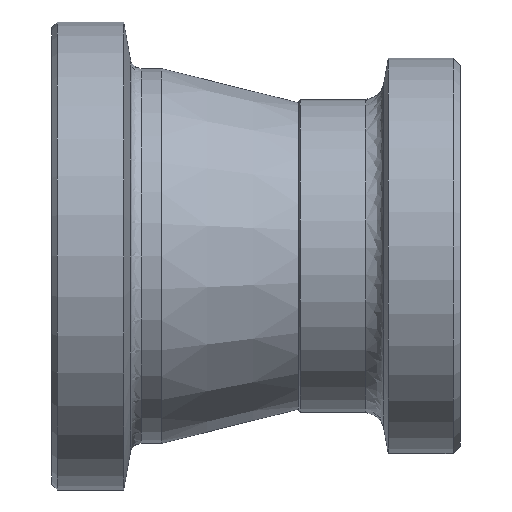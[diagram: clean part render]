
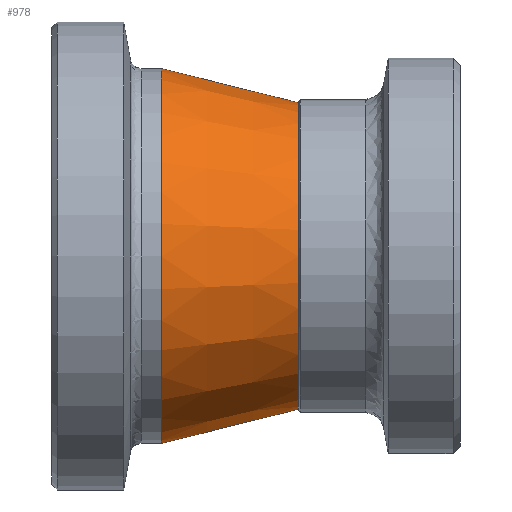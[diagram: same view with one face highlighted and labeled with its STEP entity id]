
A CAD part, front view. The second image highlights one B-rep face of the part: STEP entity #978.
In plain terms, the highlighted conical face has half-angle 14.036 degrees and reference radius 47.312 mm.
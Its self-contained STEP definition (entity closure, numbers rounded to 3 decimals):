
#944=CARTESIAN_POINT('',(-38.,52.062,0.0));
#945=VERTEX_POINT('',#944);
#946=CARTESIAN_POINT('',(-38.,0.0,0.0));
#947=DIRECTION('',(1.0,0.0,0.0));
#948=DIRECTION('',(0.0,1.0,0.0));
#949=AXIS2_PLACEMENT_3D('',#946,#947,#948);
#950=CIRCLE('',#949,52.062);
#951=EDGE_CURVE('',#945,#945,#950,.T.);
#959=CARTESIAN_POINT('',(-19.,0.0,0.0));
#960=DIRECTION('',(-1.0,0.0,0.0));
#961=DIRECTION('',(0.0,1.0,0.0));
#962=AXIS2_PLACEMENT_3D('',#959,#960,#961);
#963=CONICAL_SURFACE('',#962,47.312,14.036);
#964=CARTESIAN_POINT('',(0.,42.562,0.0));
#965=VERTEX_POINT('',#964);
#966=CARTESIAN_POINT('',(0.,0.0,0.0));
#967=DIRECTION('',(1.0,0.0,0.0));
#968=DIRECTION('',(0.0,1.0,0.0));
#969=AXIS2_PLACEMENT_3D('',#966,#967,#968);
#970=CIRCLE('',#969,42.562);
#971=EDGE_CURVE('',#965,#965,#970,.T.);
#972=ORIENTED_EDGE('',*,*,#971,.F.);
#973=EDGE_LOOP('',(#972));
#974=FACE_OUTER_BOUND('',#973,.T.);
#975=ORIENTED_EDGE('',*,*,#951,.T.);
#976=EDGE_LOOP('',(#975));
#977=FACE_BOUND('',#976,.T.);
#978=ADVANCED_FACE('',(#974,#977),#963,.T.);
